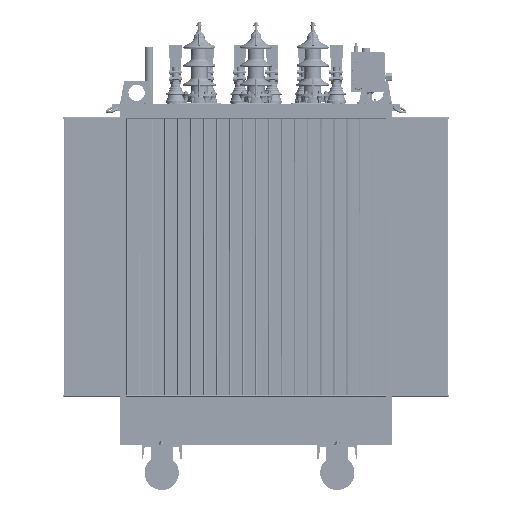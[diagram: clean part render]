
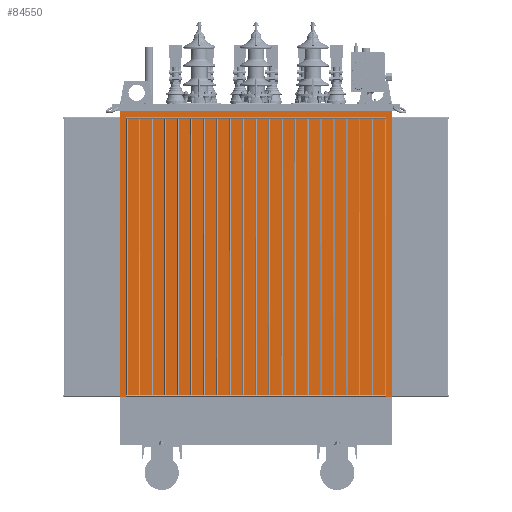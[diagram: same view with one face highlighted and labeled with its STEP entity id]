
A CAD part, front view. The second image highlights one B-rep face of the part: STEP entity #84550.
In plain terms, the highlighted planar face has unit normal (0, -1, 0).
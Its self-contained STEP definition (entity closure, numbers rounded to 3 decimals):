
#84487=CARTESIAN_POINT('',(665.343,-278.12,1770.0));
#84488=VERTEX_POINT('',#84487);
#84495=CARTESIAN_POINT('',(665.343,-278.12,435.0));
#84496=VERTEX_POINT('',#84495);
#84497=CARTESIAN_POINT('',(665.343,-278.12,435.0));
#84498=DIRECTION('',(0.0,0.0,1.0));
#84499=VECTOR('',#84498,1335.0);
#84500=LINE('',#84497,#84499);
#84501=EDGE_CURVE('',#84496,#84488,#84500,.T.);
#84520=CARTESIAN_POINT('',(665.343,-278.12,435.0));
#84521=DIRECTION('',(0.0,-1.0,0.0));
#84522=DIRECTION('',(0.0,0.0,-1.0));
#84523=AXIS2_PLACEMENT_3D('',#84520,#84521,#84522);
#84524=PLANE('',#84523);
#84525=CARTESIAN_POINT('',(-604.857,-278.12,1770.0));
#84526=VERTEX_POINT('',#84525);
#84527=CARTESIAN_POINT('',(665.343,-278.12,1770.0));
#84528=DIRECTION('',(-1.0,0.0,0.0));
#84529=VECTOR('',#84528,1270.2);
#84530=LINE('',#84527,#84529);
#84531=EDGE_CURVE('',#84488,#84526,#84530,.T.);
#84532=ORIENTED_EDGE('',*,*,#84531,.T.);
#84533=CARTESIAN_POINT('',(-604.857,-278.12,435.0));
#84534=VERTEX_POINT('',#84533);
#84535=CARTESIAN_POINT('',(-604.857,-278.12,435.0));
#84536=DIRECTION('',(0.0,0.0,1.0));
#84537=VECTOR('',#84536,1335.0);
#84538=LINE('',#84535,#84537);
#84539=EDGE_CURVE('',#84534,#84526,#84538,.T.);
#84540=ORIENTED_EDGE('',*,*,#84539,.F.);
#84541=CARTESIAN_POINT('',(665.343,-278.12,435.0));
#84542=DIRECTION('',(-1.0,0.0,0.0));
#84543=VECTOR('',#84542,1270.2);
#84544=LINE('',#84541,#84543);
#84545=EDGE_CURVE('',#84496,#84534,#84544,.T.);
#84546=ORIENTED_EDGE('',*,*,#84545,.F.);
#84547=ORIENTED_EDGE('',*,*,#84501,.T.);
#84548=EDGE_LOOP('',(#84532,#84540,#84546,#84547));
#84549=FACE_OUTER_BOUND('',#84548,.T.);
#84550=ADVANCED_FACE('',(#84549),#84524,.T.);
